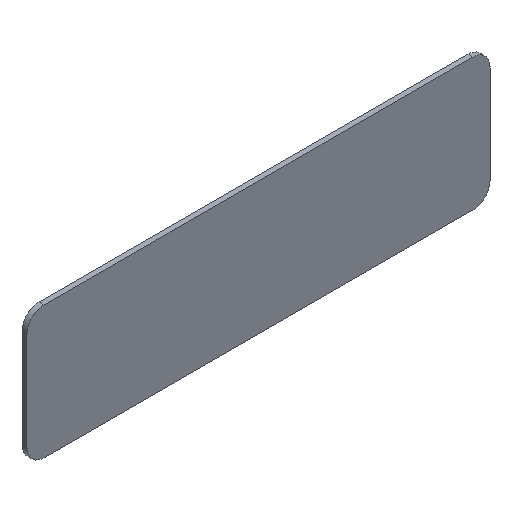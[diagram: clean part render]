
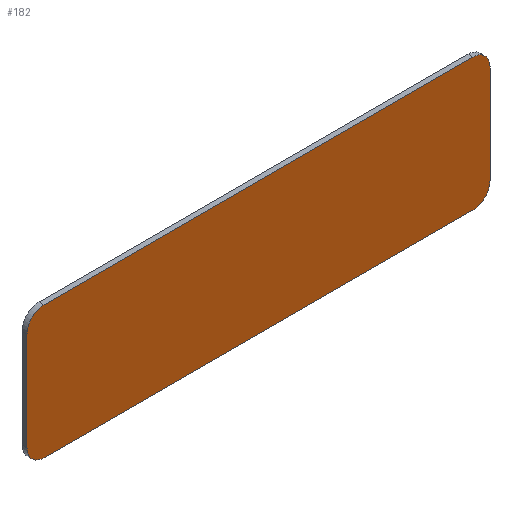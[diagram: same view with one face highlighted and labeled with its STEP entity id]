
A CAD part, isometric view. The second image highlights one B-rep face of the part: STEP entity #182.
In plain terms, the highlighted planar face has unit normal (0, -1, 0).
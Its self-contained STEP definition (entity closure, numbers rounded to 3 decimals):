
#20=PLANE('',#214);
#30=FACE_OUTER_BOUND('',#40,.T.);
#40=EDGE_LOOP('',(#161,#162,#163,#164,#165,#166,#167,#168));
#43=LINE('',#281,#59);
#47=LINE('',#293,#63);
#51=LINE('',#305,#67);
#55=LINE('',#316,#71);
#59=VECTOR('',#227,10.);
#63=VECTOR('',#239,10.);
#67=VECTOR('',#251,10.);
#71=VECTOR('',#263,10.);
#73=CIRCLE('',#198,3.6);
#75=CIRCLE('',#202,3.6);
#77=CIRCLE('',#206,3.6);
#79=CIRCLE('',#210,3.6);
#81=VERTEX_POINT('',#271);
#82=VERTEX_POINT('',#272);
#85=VERTEX_POINT('',#280);
#87=VERTEX_POINT('',#286);
#89=VERTEX_POINT('',#292);
#91=VERTEX_POINT('',#298);
#93=VERTEX_POINT('',#304);
#95=VERTEX_POINT('',#310);
#97=EDGE_CURVE('',#81,#82,#73,.F.);
#101=EDGE_CURVE('',#85,#81,#43,.F.);
#104=EDGE_CURVE('',#87,#85,#75,.F.);
#107=EDGE_CURVE('',#89,#87,#47,.F.);
#110=EDGE_CURVE('',#91,#89,#77,.F.);
#113=EDGE_CURVE('',#93,#91,#51,.F.);
#116=EDGE_CURVE('',#95,#93,#79,.F.);
#119=EDGE_CURVE('',#82,#95,#55,.F.);
#161=ORIENTED_EDGE('',*,*,#107,.T.);
#162=ORIENTED_EDGE('',*,*,#104,.T.);
#163=ORIENTED_EDGE('',*,*,#101,.T.);
#164=ORIENTED_EDGE('',*,*,#97,.T.);
#165=ORIENTED_EDGE('',*,*,#119,.T.);
#166=ORIENTED_EDGE('',*,*,#116,.T.);
#167=ORIENTED_EDGE('',*,*,#113,.T.);
#168=ORIENTED_EDGE('',*,*,#110,.T.);
#182=ADVANCED_FACE('',(#30),#20,.F.);
#198=AXIS2_PLACEMENT_3D('',#273,#219,#220);
#202=AXIS2_PLACEMENT_3D('',#287,#232,#233);
#206=AXIS2_PLACEMENT_3D('',#299,#244,#245);
#210=AXIS2_PLACEMENT_3D('',#311,#256,#257);
#214=AXIS2_PLACEMENT_3D('',#319,#267,#268);
#219=DIRECTION('center_axis',(0.,1.,0.));
#220=DIRECTION('ref_axis',(-1.,0.,0.));
#227=DIRECTION('',(0.,0.,1.));
#232=DIRECTION('center_axis',(0.,1.,0.));
#233=DIRECTION('ref_axis',(0.,0.,1.));
#239=DIRECTION('',(1.,0.,0.));
#244=DIRECTION('center_axis',(0.,1.,0.));
#245=DIRECTION('ref_axis',(1.,0.,0.));
#251=DIRECTION('',(0.,0.,-1.));
#256=DIRECTION('center_axis',(0.,1.,0.));
#257=DIRECTION('ref_axis',(0.,0.,-1.));
#263=DIRECTION('',(-1.,0.,0.));
#267=DIRECTION('center_axis',(0.,1.,0.));
#268=DIRECTION('ref_axis',(0.,0.,1.));
#271=CARTESIAN_POINT('',(-48.85,-66.65,9.2));
#272=CARTESIAN_POINT('',(-45.25,-66.65,5.6));
#273=CARTESIAN_POINT('Origin',(-45.25,-66.65,9.2));
#280=CARTESIAN_POINT('',(-48.85,-66.65,29.95));
#281=CARTESIAN_POINT('',(-48.85,-66.65,24.762));
#286=CARTESIAN_POINT('',(-45.25,-66.65,33.55));
#287=CARTESIAN_POINT('Origin',(-45.25,-66.65,29.95));
#292=CARTESIAN_POINT('',(45.25,-66.65,33.55));
#293=CARTESIAN_POINT('',(22.625,-66.65,33.55));
#298=CARTESIAN_POINT('',(48.85,-66.65,29.95));
#299=CARTESIAN_POINT('Origin',(45.25,-66.65,29.95));
#304=CARTESIAN_POINT('',(48.85,-66.65,9.2));
#305=CARTESIAN_POINT('',(48.85,-66.65,14.387));
#310=CARTESIAN_POINT('',(45.25,-66.65,5.6));
#311=CARTESIAN_POINT('Origin',(45.25,-66.65,9.2));
#316=CARTESIAN_POINT('',(-22.625,-66.65,5.6));
#319=CARTESIAN_POINT('Origin',(0.,-66.65,19.575));
